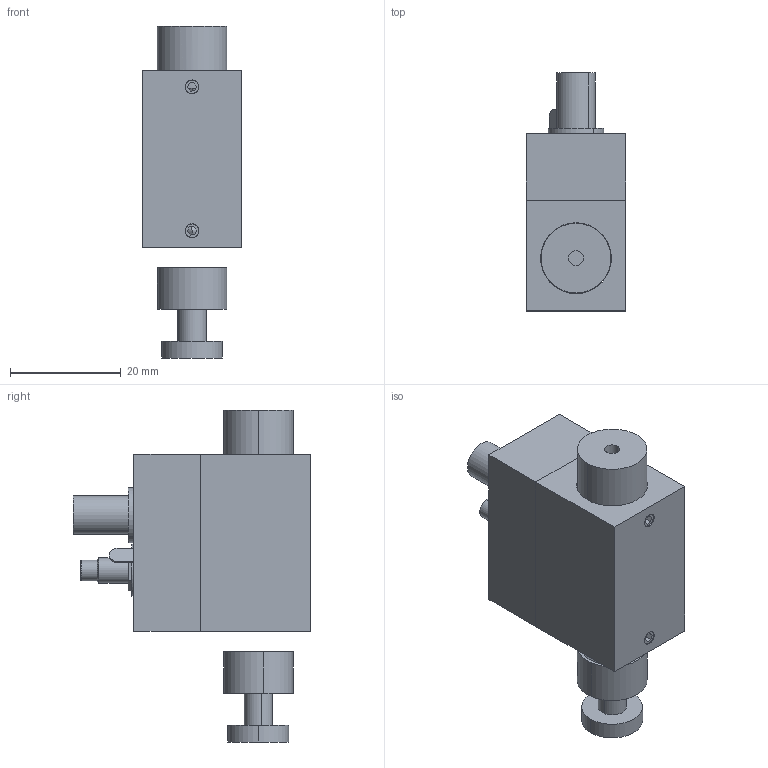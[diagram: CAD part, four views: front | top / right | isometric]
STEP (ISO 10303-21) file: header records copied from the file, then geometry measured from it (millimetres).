
FILE_DESCRIPTION (( 'STEP AP214' ), '1' );
FILE_NAME ('15663-E0W.step', '2007-11-13T11:25:53', ( ' ' ), ( ' ' ), 'SwSTEP 2.0', 'SolidWorks 2007', '' );
FILE_SCHEMA (( 'AUTOMOTIVE_DESIGN' ));
Length unit declared in the file: millimetre
Products named in the file (1): 15663-E0W
Bounding box: 18 x 43 x 60 mm (x, y, z)
Surface area: 7566.1 mm2 (no closed solid volume)
Topology: 0 solids, 17 shells, 126 faces, 377 edges, 264 vertices
Faces by surface type: plane 72, cylinder 42, cone 12
Entity records: 5966 total; most frequent: CARTESIAN_POINT 1170, DIRECTION 734, ORIENTED_EDGE 604, EDGE_CURVE 373, VERTEX_POINT 264, AXIS2_PLACEMENT_3D 264, VECTOR 206, LINE 206
